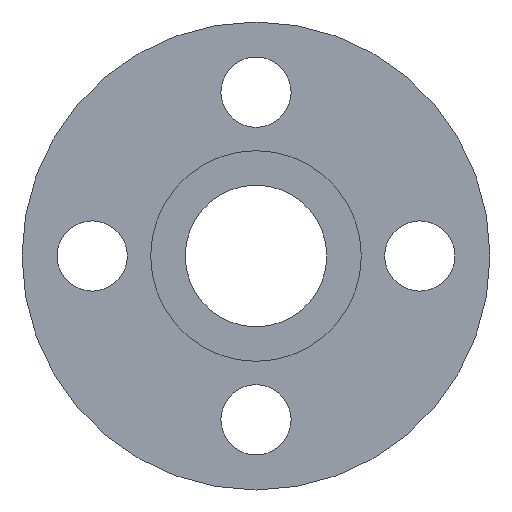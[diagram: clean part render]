
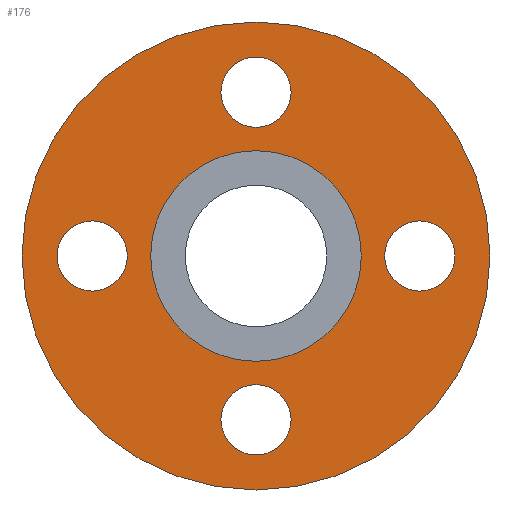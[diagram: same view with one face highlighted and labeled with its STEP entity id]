
A CAD part, left-side view. The second image highlights one B-rep face of the part: STEP entity #176.
In plain terms, the highlighted planar face has unit normal (-1, 0, 0).
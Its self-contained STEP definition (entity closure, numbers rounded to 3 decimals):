
#15=FACE_BOUND('',#44,.T.);
#16=FACE_BOUND('',#45,.T.);
#17=FACE_BOUND('',#46,.T.);
#18=FACE_BOUND('',#47,.T.);
#19=FACE_BOUND('',#48,.T.);
#26=PLANE('',#217);
#33=FACE_OUTER_BOUND('',#43,.T.);
#43=EDGE_LOOP('',(#139));
#44=EDGE_LOOP('',(#140));
#45=EDGE_LOOP('',(#141));
#46=EDGE_LOOP('',(#142));
#47=EDGE_LOOP('',(#143));
#48=EDGE_LOOP('',(#144));
#74=CIRCLE('',#206,1.5);
#76=CIRCLE('',#209,1.5);
#78=CIRCLE('',#212,1.5);
#80=CIRCLE('',#215,1.5);
#82=CIRCLE('',#218,10.);
#83=CIRCLE('',#219,4.5);
#88=VERTEX_POINT('',#288);
#90=VERTEX_POINT('',#294);
#92=VERTEX_POINT('',#300);
#94=VERTEX_POINT('',#306);
#96=VERTEX_POINT('',#312);
#97=VERTEX_POINT('',#314);
#102=EDGE_CURVE('',#88,#88,#74,.T.);
#105=EDGE_CURVE('',#90,#90,#76,.T.);
#108=EDGE_CURVE('',#92,#92,#78,.T.);
#111=EDGE_CURVE('',#94,#94,#80,.T.);
#114=EDGE_CURVE('',#96,#96,#82,.T.);
#115=EDGE_CURVE('',#97,#97,#83,.T.);
#139=ORIENTED_EDGE('',*,*,#114,.F.);
#140=ORIENTED_EDGE('',*,*,#102,.T.);
#141=ORIENTED_EDGE('',*,*,#105,.T.);
#142=ORIENTED_EDGE('',*,*,#108,.T.);
#143=ORIENTED_EDGE('',*,*,#111,.T.);
#144=ORIENTED_EDGE('',*,*,#115,.T.);
#176=ADVANCED_FACE('',(#33,#15,#16,#17,#18,#19),#26,.F.);
#206=AXIS2_PLACEMENT_3D('',#289,#233,#234);
#209=AXIS2_PLACEMENT_3D('',#295,#240,#241);
#212=AXIS2_PLACEMENT_3D('',#301,#247,#248);
#215=AXIS2_PLACEMENT_3D('',#307,#254,#255);
#217=AXIS2_PLACEMENT_3D('',#311,#259,#260);
#218=AXIS2_PLACEMENT_3D('',#313,#261,#262);
#219=AXIS2_PLACEMENT_3D('',#315,#263,#264);
#233=DIRECTION('center_axis',(1.,0.,0.));
#234=DIRECTION('ref_axis',(0.,1.,0.));
#240=DIRECTION('center_axis',(1.,0.,0.));
#241=DIRECTION('ref_axis',(0.,1.,0.));
#247=DIRECTION('center_axis',(1.,0.,0.));
#248=DIRECTION('ref_axis',(0.,1.,0.));
#254=DIRECTION('center_axis',(1.,0.,0.));
#255=DIRECTION('ref_axis',(0.,1.,0.));
#259=DIRECTION('center_axis',(1.,0.,0.));
#260=DIRECTION('ref_axis',(0.,1.,0.));
#261=DIRECTION('center_axis',(1.,0.,0.));
#262=DIRECTION('ref_axis',(0.,1.,0.));
#263=DIRECTION('center_axis',(1.,0.,0.));
#264=DIRECTION('ref_axis',(0.,1.,0.));
#288=CARTESIAN_POINT('',(4.,1.5,40.));
#289=CARTESIAN_POINT('Origin',(4.,3.,40.));
#294=CARTESIAN_POINT('',(4.,15.5,40.));
#295=CARTESIAN_POINT('Origin',(4.,17.,40.));
#300=CARTESIAN_POINT('',(4.,8.5,47.));
#301=CARTESIAN_POINT('Origin',(4.,10.,47.));
#306=CARTESIAN_POINT('',(4.,8.5,33.));
#307=CARTESIAN_POINT('Origin',(4.,10.,33.));
#311=CARTESIAN_POINT('Origin',(4.,10.,40.));
#312=CARTESIAN_POINT('',(4.,0.,40.));
#313=CARTESIAN_POINT('Origin',(4.,10.,40.));
#314=CARTESIAN_POINT('',(4.,5.5,40.));
#315=CARTESIAN_POINT('Origin',(4.,10.,40.));
